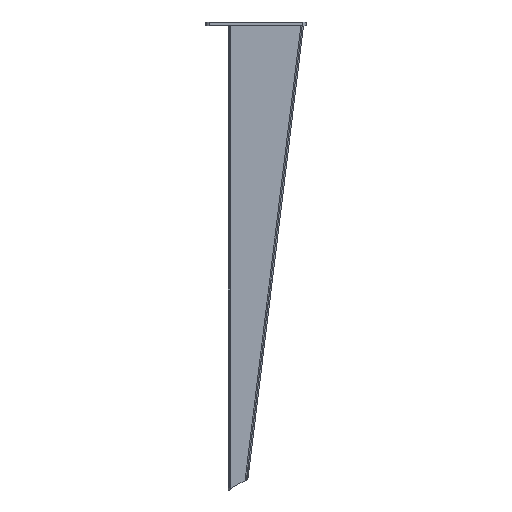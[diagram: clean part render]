
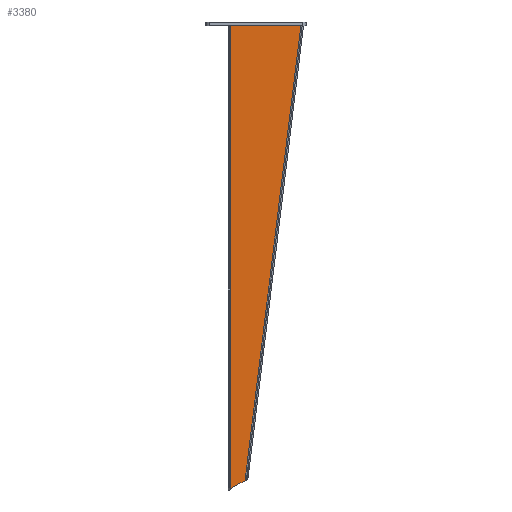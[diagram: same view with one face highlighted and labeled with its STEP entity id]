
A CAD part, left-side view. The second image highlights one B-rep face of the part: STEP entity #3380.
In plain terms, the highlighted planar face has unit normal (-1, 0, 0).
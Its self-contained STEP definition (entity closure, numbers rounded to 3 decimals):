
#6 = VECTOR ( 'NONE', #3560, 1000. ) ;
#178 = EDGE_CURVE ( 'NONE', #1469, #3035, #2859, .T. ) ;
#284 = DIRECTION ( 'NONE',  ( 0., 0., 1. ) ) ;
#552 = CARTESIAN_POINT ( 'NONE',  ( 16., -159.826, -23.826 ) ) ;
#600 = FACE_OUTER_BOUND ( 'NONE', #3477, .T. ) ;
#835 = ORIENTED_EDGE ( 'NONE', *, *, #2436, .F. ) ;
#855 = CARTESIAN_POINT ( 'NONE',  ( 16., -6., 0. ) ) ;
#868 = CARTESIAN_POINT ( 'NONE',  ( 16., -6., 0. ) ) ;
#912 = PLANE ( 'NONE',  #4637 ) ;
#1036 = ORIENTED_EDGE ( 'NONE', *, *, #178, .F. ) ;
#1182 = VERTEX_POINT ( 'NONE', #868 ) ;
#1263 = DIRECTION ( 'NONE',  ( 0., 0., -1. ) ) ;
#1469 = VERTEX_POINT ( 'NONE', #3268 ) ;
#1500 = VECTOR ( 'NONE', #4832, 1000. ) ;
#1569 = EDGE_CURVE ( 'NONE', #3093, #1469, #3968, .T. ) ;
#1625 = CARTESIAN_POINT ( 'NONE',  ( 16., -6., -1036.986 ) ) ;
#1635 = VECTOR ( 'NONE', #1263, 1000. ) ;
#1953 = CARTESIAN_POINT ( 'NONE',  ( 16., -0.78, -1040. ) ) ;
#1970 = VECTOR ( 'NONE', #4247, 1000. ) ;
#2241 = CARTESIAN_POINT ( 'NONE',  ( 16., -162.752, 0. ) ) ;
#2436 = EDGE_CURVE ( 'NONE', #1182, #3093, #2630, .T. ) ;
#2594 = DIRECTION ( 'NONE',  ( -1., 0., 0. ) ) ;
#2630 = LINE ( 'NONE', #4727, #1500 ) ;
#2757 = LINE ( 'NONE', #855, #1635 ) ;
#2859 = LINE ( 'NONE', #1953, #1970 ) ;
#3035 = VERTEX_POINT ( 'NONE', #1625 ) ;
#3093 = VERTEX_POINT ( 'NONE', #2241 ) ;
#3268 = CARTESIAN_POINT ( 'NONE',  ( 16., -37.671, -1018.701 ) ) ;
#3367 = EDGE_CURVE ( 'NONE', #1182, #3035, #2757, .T. ) ;
#3380 = ADVANCED_FACE ( 'NONE', ( #600 ), #912, .T. ) ;
#3477 = EDGE_LOOP ( 'NONE', ( #3932, #835, #3676, #1036 ) ) ;
#3560 = DIRECTION ( 'NONE',  ( 0., 0.122, -0.993 ) ) ;
#3676 = ORIENTED_EDGE ( 'NONE', *, *, #3367, .T. ) ;
#3932 = ORIENTED_EDGE ( 'NONE', *, *, #1569, .F. ) ;
#3968 = LINE ( 'NONE', #552, #6 ) ;
#4247 = DIRECTION ( 'NONE',  ( 0., 0.866, -0.5 ) ) ;
#4637 = AXIS2_PLACEMENT_3D ( 'NONE', #4909, #2594, #284 ) ;
#4727 = CARTESIAN_POINT ( 'NONE',  ( 16., -163.28, 0. ) ) ;
#4832 = DIRECTION ( 'NONE',  ( 0., -1., 0. ) ) ;
#4909 = CARTESIAN_POINT ( 'NONE',  ( 16., 34.22, 0. ) ) ;
